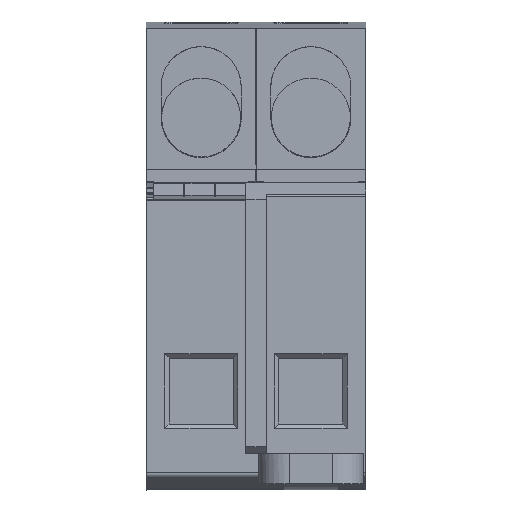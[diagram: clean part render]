
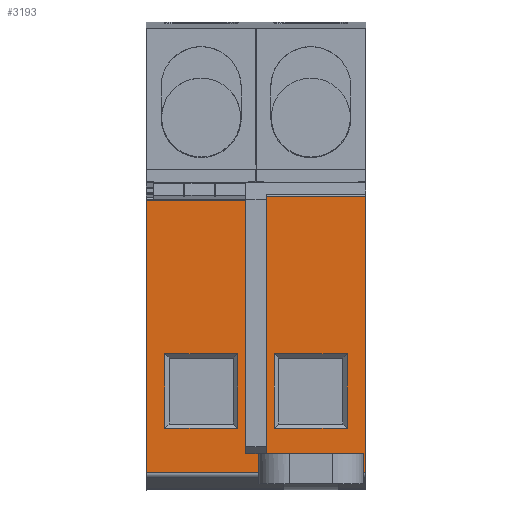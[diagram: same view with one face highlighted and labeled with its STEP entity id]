
A CAD part, front view. The second image highlights one B-rep face of the part: STEP entity #3193.
In plain terms, the highlighted planar face has unit normal (0, -1, 0).
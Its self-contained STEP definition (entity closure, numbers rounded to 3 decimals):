
#3050=AXIS2_PLACEMENT_3D('Plane Axis2P3D',#3047,#3048,#3049) ;
#1242=CARTESIAN_POINT('Vertex',(35.6,6.5,47.678)) ;
#1245=CARTESIAN_POINT('Line Origine',(35.6,6.5,25.249)) ;
#1249=CARTESIAN_POINT('Vertex',(35.6,6.5,2.821)) ;
#1519=CARTESIAN_POINT('Line Origine',(0.,6.5,24.897)) ;
#1523=CARTESIAN_POINT('Vertex',(0.,6.5,46.974)) ;
#1525=CARTESIAN_POINT('Vertex',(0.,6.5,2.821)) ;
#3027=CARTESIAN_POINT('Line Origine',(17.8,6.5,47.678)) ;
#3031=CARTESIAN_POINT('Vertex',(19.45,6.5,47.678)) ;
#3047=CARTESIAN_POINT('Axis2P3D Location',(17.8,6.5,47.678)) ;
#3052=CARTESIAN_POINT('Line Origine',(16.15,6.5,26.437)) ;
#3056=CARTESIAN_POINT('Vertex',(16.15,6.5,46.974)) ;
#3058=CARTESIAN_POINT('Vertex',(16.15,6.5,5.9)) ;
#3061=CARTESIAN_POINT('Line Origine',(8.075,6.5,46.974)) ;
#3066=CARTESIAN_POINT('Line Origine',(11.15,6.5,2.821)) ;
#3070=CARTESIAN_POINT('Vertex',(22.3,6.5,2.821)) ;
#3073=CARTESIAN_POINT('Line Origine',(22.3,6.5,4.36)) ;
#3077=CARTESIAN_POINT('Vertex',(22.3,6.5,5.9)) ;
#3080=CARTESIAN_POINT('Line Origine',(26.7,6.5,5.9)) ;
#3084=CARTESIAN_POINT('Vertex',(31.1,6.5,5.9)) ;
#3087=CARTESIAN_POINT('Line Origine',(31.1,6.5,4.36)) ;
#3091=CARTESIAN_POINT('Vertex',(31.1,6.5,2.821)) ;
#3094=CARTESIAN_POINT('Line Origine',(33.35,6.5,2.821)) ;
#3099=CARTESIAN_POINT('Line Origine',(19.45,6.5,26.789)) ;
#3103=CARTESIAN_POINT('Vertex',(19.45,6.5,5.9)) ;
#3106=CARTESIAN_POINT('Line Origine',(17.8,6.5,5.9)) ;
#3125=CARTESIAN_POINT('Line Origine',(20.8,6.5,16.05)) ;
#3129=CARTESIAN_POINT('Vertex',(20.8,6.5,22.1)) ;
#3131=CARTESIAN_POINT('Vertex',(20.8,6.5,10.)) ;
#3134=CARTESIAN_POINT('Line Origine',(26.7,6.5,22.1)) ;
#3138=CARTESIAN_POINT('Vertex',(32.6,6.5,22.1)) ;
#3141=CARTESIAN_POINT('Line Origine',(32.6,6.5,16.05)) ;
#3145=CARTESIAN_POINT('Vertex',(32.6,6.5,10.)) ;
#3148=CARTESIAN_POINT('Line Origine',(26.7,6.5,10.)) ;
#3159=CARTESIAN_POINT('Line Origine',(14.8,6.5,16.05)) ;
#3163=CARTESIAN_POINT('Vertex',(14.8,6.5,10.)) ;
#3165=CARTESIAN_POINT('Vertex',(14.8,6.5,22.1)) ;
#3168=CARTESIAN_POINT('Line Origine',(8.9,6.5,10.)) ;
#3172=CARTESIAN_POINT('Vertex',(3.,6.5,10.)) ;
#3175=CARTESIAN_POINT('Line Origine',(3.,6.5,16.05)) ;
#3179=CARTESIAN_POINT('Vertex',(3.,6.5,22.1)) ;
#3182=CARTESIAN_POINT('Line Origine',(8.9,6.5,22.1)) ;
#1246=DIRECTION('Vector Direction',(0.,0.,-1.)) ;
#1520=DIRECTION('Vector Direction',(0.,0.,-1.)) ;
#3028=DIRECTION('Vector Direction',(1.,0.,0.)) ;
#3048=DIRECTION('Axis2P3D Direction',(0.,1.,0.)) ;
#3049=DIRECTION('Axis2P3D XDirection',(-1.,0.,0.)) ;
#3053=DIRECTION('Vector Direction',(0.,0.,-1.)) ;
#3062=DIRECTION('Vector Direction',(1.,0.,0.)) ;
#3067=DIRECTION('Vector Direction',(1.,0.,0.)) ;
#3074=DIRECTION('Vector Direction',(0.,0.,-1.)) ;
#3081=DIRECTION('Vector Direction',(-1.,0.,0.)) ;
#3088=DIRECTION('Vector Direction',(0.,0.,-1.)) ;
#3095=DIRECTION('Vector Direction',(1.,0.,0.)) ;
#3100=DIRECTION('Vector Direction',(0.,0.,-1.)) ;
#3107=DIRECTION('Vector Direction',(-1.,0.,0.)) ;
#3126=DIRECTION('Vector Direction',(0.,0.,-1.)) ;
#3135=DIRECTION('Vector Direction',(-1.,0.,0.)) ;
#3142=DIRECTION('Vector Direction',(0.,0.,1.)) ;
#3149=DIRECTION('Vector Direction',(1.,0.,0.)) ;
#3160=DIRECTION('Vector Direction',(0.,0.,1.)) ;
#3169=DIRECTION('Vector Direction',(1.,0.,0.)) ;
#3176=DIRECTION('Vector Direction',(0.,0.,-1.)) ;
#3183=DIRECTION('Vector Direction',(-1.,0.,0.)) ;
#1247=VECTOR('Line Direction',#1246,1.) ;
#1521=VECTOR('Line Direction',#1520,1.) ;
#3029=VECTOR('Line Direction',#3028,1.) ;
#3054=VECTOR('Line Direction',#3053,1.) ;
#3063=VECTOR('Line Direction',#3062,1.) ;
#3068=VECTOR('Line Direction',#3067,1.) ;
#3075=VECTOR('Line Direction',#3074,1.) ;
#3082=VECTOR('Line Direction',#3081,1.) ;
#3089=VECTOR('Line Direction',#3088,1.) ;
#3096=VECTOR('Line Direction',#3095,1.) ;
#3101=VECTOR('Line Direction',#3100,1.) ;
#3108=VECTOR('Line Direction',#3107,1.) ;
#3127=VECTOR('Line Direction',#3126,1.) ;
#3136=VECTOR('Line Direction',#3135,1.) ;
#3143=VECTOR('Line Direction',#3142,1.) ;
#3150=VECTOR('Line Direction',#3149,1.) ;
#3161=VECTOR('Line Direction',#3160,1.) ;
#3170=VECTOR('Line Direction',#3169,1.) ;
#3177=VECTOR('Line Direction',#3176,1.) ;
#3184=VECTOR('Line Direction',#3183,1.) ;
#3112=ORIENTED_EDGE('',*,*,#3060,.F.) ;
#3113=ORIENTED_EDGE('',*,*,#3065,.F.) ;
#3114=ORIENTED_EDGE('',*,*,#1527,.T.) ;
#3115=ORIENTED_EDGE('',*,*,#3072,.T.) ;
#3116=ORIENTED_EDGE('',*,*,#3079,.F.) ;
#3117=ORIENTED_EDGE('',*,*,#3086,.F.) ;
#3118=ORIENTED_EDGE('',*,*,#3093,.T.) ;
#3119=ORIENTED_EDGE('',*,*,#3098,.F.) ;
#3120=ORIENTED_EDGE('',*,*,#1251,.F.) ;
#3121=ORIENTED_EDGE('',*,*,#3033,.T.) ;
#3122=ORIENTED_EDGE('',*,*,#3105,.T.) ;
#3123=ORIENTED_EDGE('',*,*,#3110,.T.) ;
#3154=ORIENTED_EDGE('',*,*,#3133,.F.) ;
#3155=ORIENTED_EDGE('',*,*,#3140,.F.) ;
#3156=ORIENTED_EDGE('',*,*,#3147,.F.) ;
#3157=ORIENTED_EDGE('',*,*,#3152,.F.) ;
#3188=ORIENTED_EDGE('',*,*,#3167,.F.) ;
#3189=ORIENTED_EDGE('',*,*,#3174,.F.) ;
#3190=ORIENTED_EDGE('',*,*,#3181,.F.) ;
#3191=ORIENTED_EDGE('',*,*,#3186,.F.) ;
#3158=FACE_BOUND('',#3153,.T.) ;
#3192=FACE_BOUND('',#3187,.T.) ;
#3193=ADVANCED_FACE('SOCKEL',(#3124,#3158,#3192),#3051,.F.) ;
#1251=EDGE_CURVE('',#1243,#1250,#1248,.T.) ;
#1527=EDGE_CURVE('',#1524,#1526,#1522,.T.) ;
#3033=EDGE_CURVE('',#1243,#3032,#3030,.F.) ;
#3060=EDGE_CURVE('',#3057,#3059,#3055,.T.) ;
#3065=EDGE_CURVE('',#1524,#3057,#3064,.T.) ;
#3072=EDGE_CURVE('',#1526,#3071,#3069,.T.) ;
#3079=EDGE_CURVE('',#3078,#3071,#3076,.T.) ;
#3086=EDGE_CURVE('',#3085,#3078,#3083,.T.) ;
#3093=EDGE_CURVE('',#3085,#3092,#3090,.T.) ;
#3098=EDGE_CURVE('',#1250,#3092,#3097,.F.) ;
#3105=EDGE_CURVE('',#3032,#3104,#3102,.T.) ;
#3110=EDGE_CURVE('',#3104,#3059,#3109,.T.) ;
#3133=EDGE_CURVE('',#3130,#3132,#3128,.T.) ;
#3140=EDGE_CURVE('',#3139,#3130,#3137,.T.) ;
#3147=EDGE_CURVE('',#3146,#3139,#3144,.T.) ;
#3152=EDGE_CURVE('',#3132,#3146,#3151,.T.) ;
#3167=EDGE_CURVE('',#3164,#3166,#3162,.T.) ;
#3174=EDGE_CURVE('',#3173,#3164,#3171,.T.) ;
#3181=EDGE_CURVE('',#3180,#3173,#3178,.T.) ;
#3186=EDGE_CURVE('',#3166,#3180,#3185,.T.) ;
#3111=EDGE_LOOP('',(#3112,#3113,#3114,#3115,#3116,#3117,#3118,#3119,#3120,#3121,#3122,#3123)) ;
#3153=EDGE_LOOP('',(#3154,#3155,#3156,#3157)) ;
#3187=EDGE_LOOP('',(#3188,#3189,#3190,#3191)) ;
#3124=FACE_OUTER_BOUND('',#3111,.T.) ;
#1248=LINE('Line',#1245,#1247) ;
#1522=LINE('Line',#1519,#1521) ;
#3030=LINE('Line',#3027,#3029) ;
#3055=LINE('Line',#3052,#3054) ;
#3064=LINE('Line',#3061,#3063) ;
#3069=LINE('Line',#3066,#3068) ;
#3076=LINE('Line',#3073,#3075) ;
#3083=LINE('Line',#3080,#3082) ;
#3090=LINE('Line',#3087,#3089) ;
#3097=LINE('Line',#3094,#3096) ;
#3102=LINE('Line',#3099,#3101) ;
#3109=LINE('Line',#3106,#3108) ;
#3128=LINE('Line',#3125,#3127) ;
#3137=LINE('Line',#3134,#3136) ;
#3144=LINE('Line',#3141,#3143) ;
#3151=LINE('Line',#3148,#3150) ;
#3162=LINE('Line',#3159,#3161) ;
#3171=LINE('Line',#3168,#3170) ;
#3178=LINE('Line',#3175,#3177) ;
#3185=LINE('Line',#3182,#3184) ;
#3051=PLANE('',#3050) ;
#1243=VERTEX_POINT('',#1242) ;
#1250=VERTEX_POINT('',#1249) ;
#1524=VERTEX_POINT('',#1523) ;
#1526=VERTEX_POINT('',#1525) ;
#3032=VERTEX_POINT('',#3031) ;
#3057=VERTEX_POINT('',#3056) ;
#3059=VERTEX_POINT('',#3058) ;
#3071=VERTEX_POINT('',#3070) ;
#3078=VERTEX_POINT('',#3077) ;
#3085=VERTEX_POINT('',#3084) ;
#3092=VERTEX_POINT('',#3091) ;
#3104=VERTEX_POINT('',#3103) ;
#3130=VERTEX_POINT('',#3129) ;
#3132=VERTEX_POINT('',#3131) ;
#3139=VERTEX_POINT('',#3138) ;
#3146=VERTEX_POINT('',#3145) ;
#3164=VERTEX_POINT('',#3163) ;
#3166=VERTEX_POINT('',#3165) ;
#3173=VERTEX_POINT('',#3172) ;
#3180=VERTEX_POINT('',#3179) ;
